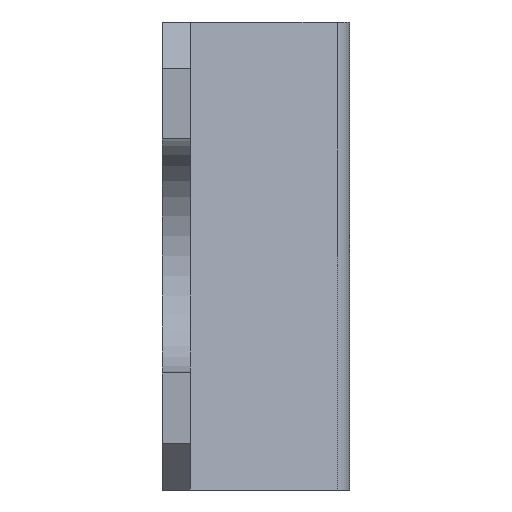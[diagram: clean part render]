
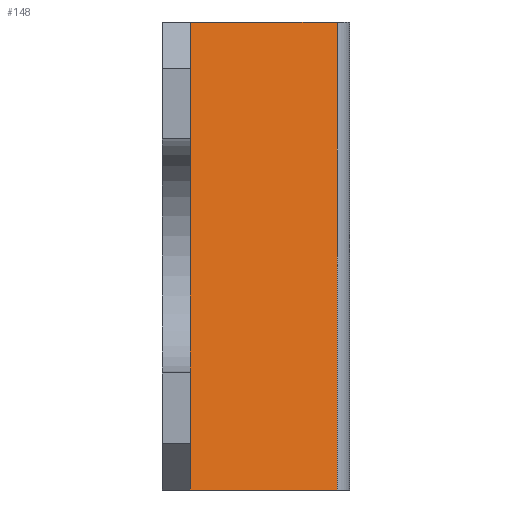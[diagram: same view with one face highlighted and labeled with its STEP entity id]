
A CAD part, left-side view. The second image highlights one B-rep face of the part: STEP entity #148.
In plain terms, the highlighted planar face has unit normal (-0.831, -0.557, 0).
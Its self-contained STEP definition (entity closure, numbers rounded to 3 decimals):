
#18 = ORIENTED_EDGE ( 'NONE', *, *, #19, .F. ) ;
#19 = EDGE_CURVE ( 'NONE', #94, #78, #277, .T. ) ;
#20 = ORIENTED_EDGE ( 'NONE', *, *, #93, .T. ) ;
#77 = EDGE_CURVE ( 'NONE', #78, #152, #315, .T. ) ;
#78 = VERTEX_POINT ( 'NONE', #427 ) ;
#91 = VERTEX_POINT ( 'NONE', #341 ) ;
#93 = EDGE_CURVE ( 'NONE', #94, #91, #449, .T. ) ;
#94 = VERTEX_POINT ( 'NONE', #445 ) ;
#148 = ADVANCED_FACE ( 'NONE', ( #675 ), #574, .F. ) ;
#149 = EDGE_LOOP ( 'NONE', ( #150, #153, #18, #20 ) ) ;
#150 = ORIENTED_EDGE ( 'NONE', *, *, #151, .T. ) ;
#151 = EDGE_CURVE ( 'NONE', #91, #152, #599, .T. ) ;
#152 = VERTEX_POINT ( 'NONE', #595 ) ;
#153 = ORIENTED_EDGE ( 'NONE', *, *, #77, .F. ) ;
#274 = DIRECTION ( 'NONE',  ( 0.557, -0.831, 0. ) ) ;
#275 = VECTOR ( 'NONE', #274, 1000. ) ;
#276 = CARTESIAN_POINT ( 'NONE',  ( 47.008, -18.671, 25. ) ) ;
#277 = LINE ( 'NONE', #276, #275 ) ;
#312 = DIRECTION ( 'NONE',  ( 0., 0., -1. ) ) ;
#313 = VECTOR ( 'NONE', #312, 1000. ) ;
#314 = CARTESIAN_POINT ( 'NONE',  ( 47.008, -18.671, 25. ) ) ;
#315 = LINE ( 'NONE', #314, #313 ) ;
#341 = CARTESIAN_POINT ( 'NONE',  ( 36.5, -3., -25. ) ) ;
#427 = CARTESIAN_POINT ( 'NONE',  ( 47.008, -18.671, 25. ) ) ;
#445 = CARTESIAN_POINT ( 'NONE',  ( 36.5, -3., 25. ) ) ;
#446 = DIRECTION ( 'NONE',  ( 0., 0., -1. ) ) ;
#447 = VECTOR ( 'NONE', #446, 1000. ) ;
#448 = CARTESIAN_POINT ( 'NONE',  ( 36.5, -3., 25. ) ) ;
#449 = LINE ( 'NONE', #448, #447 ) ;
#570 = DIRECTION ( 'NONE',  ( -0.557, 0.831, 0. ) ) ;
#571 = DIRECTION ( 'NONE',  ( 0.831, 0.557, 0. ) ) ;
#572 = CARTESIAN_POINT ( 'NONE',  ( 47.008, -18.671, 25. ) ) ;
#573 = AXIS2_PLACEMENT_3D ( 'NONE', #572, #571, #570 ) ;
#574 = PLANE ( 'NONE',  #573 ) ;
#595 = CARTESIAN_POINT ( 'NONE',  ( 47.008, -18.671, -25. ) ) ;
#596 = DIRECTION ( 'NONE',  ( 0.557, -0.831, 0. ) ) ;
#597 = VECTOR ( 'NONE', #596, 1000. ) ;
#598 = CARTESIAN_POINT ( 'NONE',  ( 47.008, -18.671, -25. ) ) ;
#599 = LINE ( 'NONE', #598, #597 ) ;
#675 = FACE_OUTER_BOUND ( 'NONE', #149, .T. ) ;
